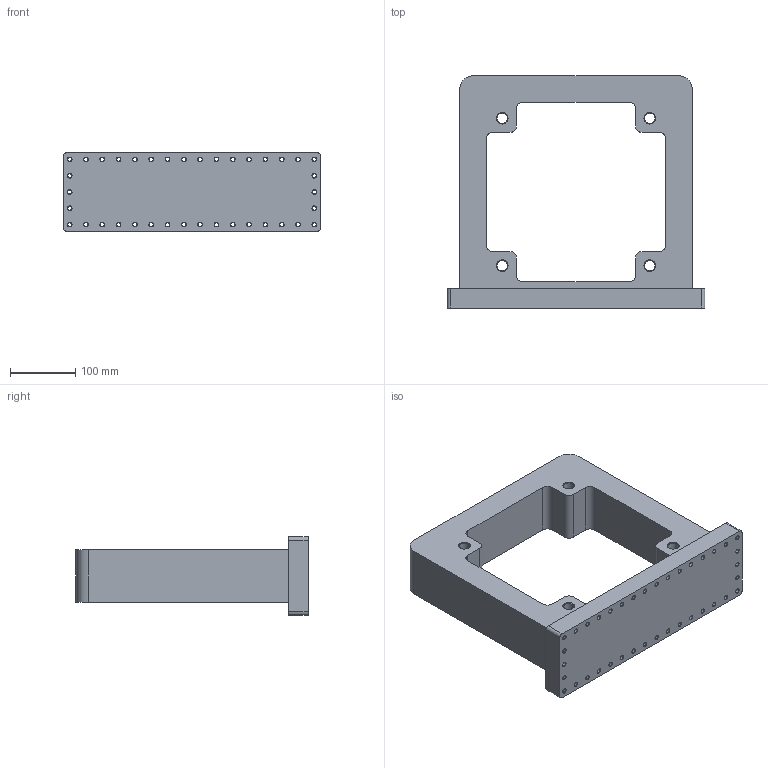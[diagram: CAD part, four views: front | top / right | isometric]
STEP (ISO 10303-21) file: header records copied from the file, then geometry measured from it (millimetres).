
FILE_DESCRIPTION((''),'2;1');
FILE_NAME('BRACKET_HOLDER_SHORT','2018-05-03T',('Harry'),(''),'CREO PARAMETRIC BY PTC INC, 2014440','CREO PARAMETRIC BY PTC INC, 2014440','');
FILE_SCHEMA(('CONFIG_CONTROL_DESIGN'));
Length unit declared in the file: millimetre
Products named in the file (1): BRACKET_HOLDER_SHORT
Bounding box: 395 x 356 x 120 mm (x, y, z)
Volume: 5216478 mm3; surface area: 395765.1 mm2
Topology: 1 solids, 1 shells, 303 faces, 722 edges, 424 vertices
Faces by surface type: cone 172, cylinder 106, plane 25
Entity records: 8934 total; most frequent: DIRECTION 1712, CARTESIAN_POINT 1449, ORIENTED_EDGE 1444, EDGE_CURVE 722, AXIS2_PLACEMENT_3D 687, VERTEX_POINT 424, EDGE_LOOP 392, CIRCLE 384
